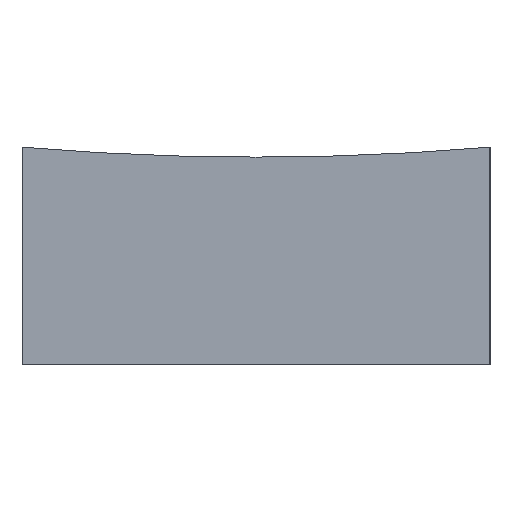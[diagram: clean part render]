
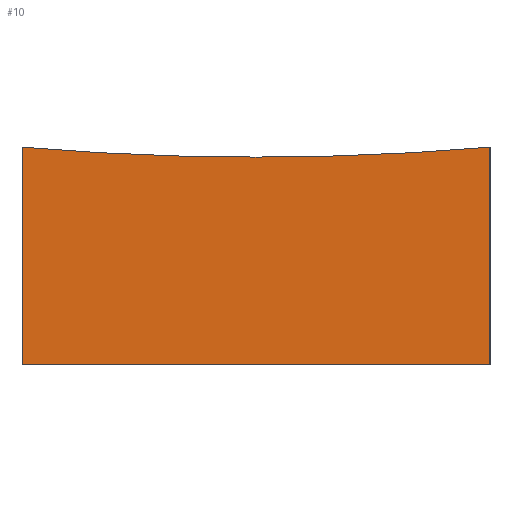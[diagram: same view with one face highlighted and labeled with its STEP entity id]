
A CAD part, left-side view. The second image highlights one B-rep face of the part: STEP entity #10.
In plain terms, the highlighted planar face has unit normal (-1, 0, 0).
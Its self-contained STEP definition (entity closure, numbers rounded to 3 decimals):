
#2 = EDGE_CURVE ( 'NONE', #228, #4, #135, .T. ) ;
#4 = VERTEX_POINT ( 'NONE', #192 ) ;
#7 = DIRECTION ( 'NONE',  ( 0., -1., 0. ) ) ;
#10 = ADVANCED_FACE ( 'NONE', ( #49 ), #248, .F. ) ;
#12 = CARTESIAN_POINT ( 'NONE',  ( -25., 12.5, 15. ) ) ;
#18 = EDGE_CURVE ( 'NONE', #4, #25, #227, .T. ) ;
#25 = VERTEX_POINT ( 'NONE', #206 ) ;
#33 = DIRECTION ( 'NONE',  ( 0., 0., -1. ) ) ;
#38 = CIRCLE ( 'NONE', #219, 147.902 ) ;
#49 = FACE_OUTER_BOUND ( 'NONE', #149, .T. ) ;
#58 = AXIS2_PLACEMENT_3D ( 'NONE', #12, #231, #96 ) ;
#59 = AXIS2_PLACEMENT_3D ( 'NONE', #117, #157, #119 ) ;
#69 = VECTOR ( 'NONE', #7, 1000. ) ;
#81 = DIRECTION ( 'NONE',  ( 0., 1., 0. ) ) ;
#86 = EDGE_CURVE ( 'NONE', #226, #25, #222, .T. ) ;
#90 = VERTEX_POINT ( 'NONE', #92 ) ;
#92 = CARTESIAN_POINT ( 'NONE',  ( -25., 0., 11.098 ) ) ;
#96 = DIRECTION ( 'NONE',  ( 0., 1., 0. ) ) ;
#99 = VECTOR ( 'NONE', #33, 1000. ) ;
#110 = ORIENTED_EDGE ( 'NONE', *, *, #2, .T. ) ;
#112 = ORIENTED_EDGE ( 'NONE', *, *, #181, .F. ) ;
#117 = CARTESIAN_POINT ( 'NONE',  ( -25., 0., 159. ) ) ;
#119 = DIRECTION ( 'NONE',  ( 0., 1., 0. ) ) ;
#135 = LINE ( 'NONE', #212, #99 ) ;
#149 = EDGE_LOOP ( 'NONE', ( #112, #110, #245, #204, #170 ) ) ;
#157 = DIRECTION ( 'NONE',  ( -1., 0., 0. ) ) ;
#166 = CARTESIAN_POINT ( 'NONE',  ( -25., -12.5, 15. ) ) ;
#170 = ORIENTED_EDGE ( 'NONE', *, *, #202, .F. ) ;
#172 = DIRECTION ( 'NONE',  ( 0., 0., -1. ) ) ;
#176 = CARTESIAN_POINT ( 'NONE',  ( -25., 0., 159. ) ) ;
#181 = EDGE_CURVE ( 'NONE', #228, #90, #38, .T. ) ;
#192 = CARTESIAN_POINT ( 'NONE',  ( -25., 12.5, 0. ) ) ;
#193 = VECTOR ( 'NONE', #172, 1000. ) ;
#197 = CARTESIAN_POINT ( 'NONE',  ( -25., 12.5, 11.627 ) ) ;
#202 = EDGE_CURVE ( 'NONE', #90, #226, #214, .T. ) ;
#204 = ORIENTED_EDGE ( 'NONE', *, *, #86, .F. ) ;
#206 = CARTESIAN_POINT ( 'NONE',  ( -25., -12.5, 0. ) ) ;
#212 = CARTESIAN_POINT ( 'NONE',  ( -25., 12.5, 15. ) ) ;
#214 = CIRCLE ( 'NONE', #59, 147.902 ) ;
#219 = AXIS2_PLACEMENT_3D ( 'NONE', #176, #249, #81 ) ;
#222 = LINE ( 'NONE', #166, #193 ) ;
#226 = VERTEX_POINT ( 'NONE', #252 ) ;
#227 = LINE ( 'NONE', #247, #69 ) ;
#228 = VERTEX_POINT ( 'NONE', #197 ) ;
#231 = DIRECTION ( 'NONE',  ( 1., 0., 0. ) ) ;
#245 = ORIENTED_EDGE ( 'NONE', *, *, #18, .T. ) ;
#247 = CARTESIAN_POINT ( 'NONE',  ( -25., 12.5, 0. ) ) ;
#248 = PLANE ( 'NONE',  #58 ) ;
#249 = DIRECTION ( 'NONE',  ( -1., 0., 0. ) ) ;
#252 = CARTESIAN_POINT ( 'NONE',  ( -25., -12.5, 11.627 ) ) ;
